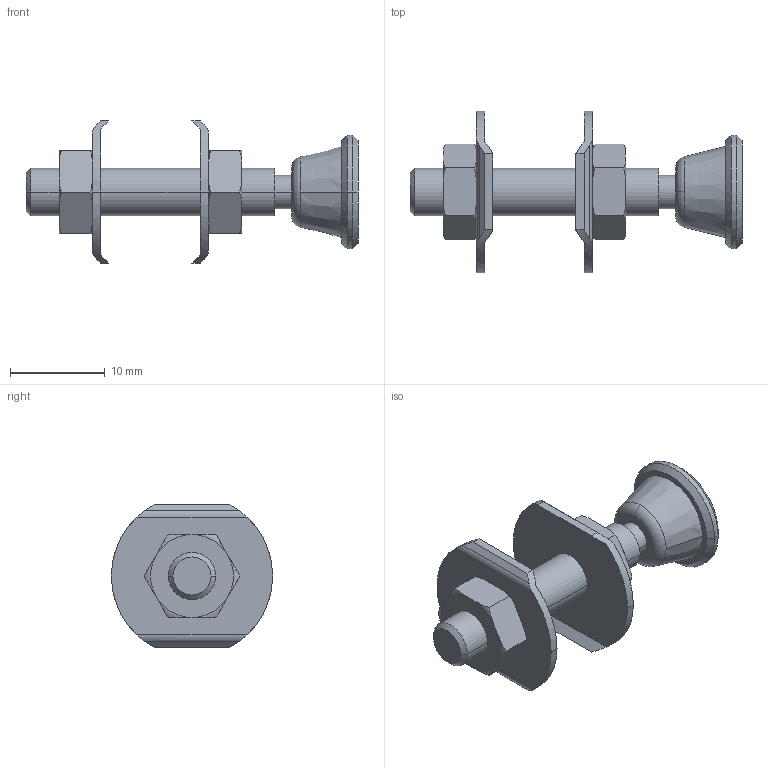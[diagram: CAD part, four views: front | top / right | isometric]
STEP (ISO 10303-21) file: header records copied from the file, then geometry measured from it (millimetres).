
FILE_DESCRIPTION( ( '' ), '1' );
FILE_NAME( 'K0102.05035.stp', '2012-10-30T10:47:26', ( '' ), ( '' ), ' ', ' ', ' ' );
FILE_SCHEMA( ( 'CONFIG_CONTROL_DESIGN' ) );
Length unit declared in the file: millimetre
Products named in the file (1): 1
Bounding box: 35 x 17 x 15 mm (x, y, z)
Volume: 1666.5 mm3; surface area: 1885.6 mm2
Topology: 1 solids, 1 shells, 94 faces, 223 edges, 141 vertices
Faces by surface type: plane 36, torus 26, cylinder 24, cone 8
Entity records: 3124 total; most frequent: CARTESIAN_POINT 931, DIRECTION 454, ORIENTED_EDGE 446, EDGE_CURVE 223, AXIS2_PLACEMENT_3D 192, VERTEX_POINT 141, EDGE_LOOP 104, ADVANCED_FACE 94
